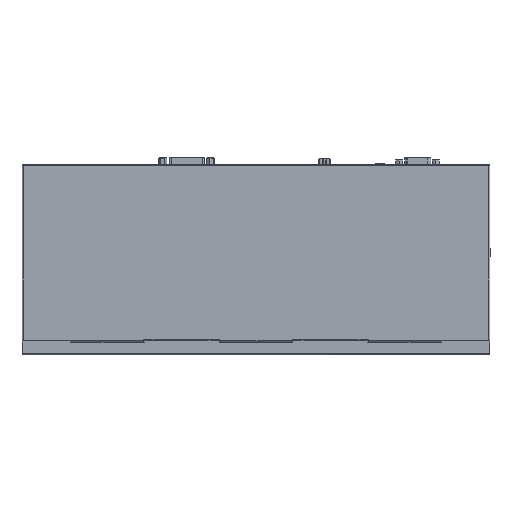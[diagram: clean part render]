
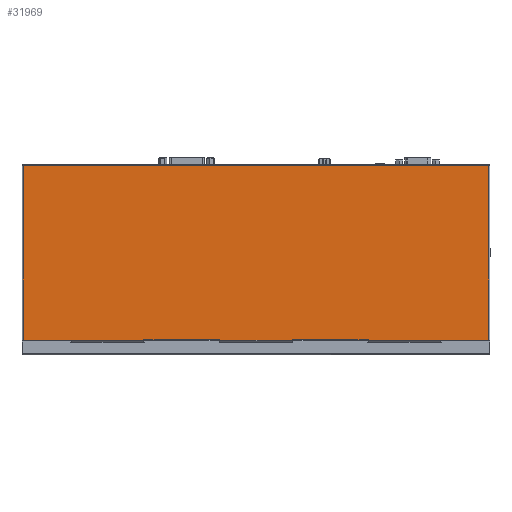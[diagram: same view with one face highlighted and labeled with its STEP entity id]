
A CAD part, top view. The second image highlights one B-rep face of the part: STEP entity #31969.
In plain terms, the highlighted face is planar.
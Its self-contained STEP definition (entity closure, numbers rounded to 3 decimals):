
#27 = VERTEX_POINT ( 'NONE', #3037 ) ;
#32 = VERTEX_POINT ( 'NONE', #3042 ) ;
#38 = VERTEX_POINT ( 'NONE', #3048 ) ;
#42 = VERTEX_POINT ( 'NONE', #3052 ) ;
#52 = VERTEX_POINT ( 'NONE', #3062 ) ;
#57 = VERTEX_POINT ( 'NONE', #3067 ) ;
#63 = VERTEX_POINT ( 'NONE', #3073 ) ;
#65 = VERTEX_POINT ( 'NONE', #3075 ) ;
#2590 = ORIENTED_EDGE ( 'NONE', *, *, #76417, .T. ) ;
#2591 = ORIENTED_EDGE ( 'NONE', *, *, #76681, .F. ) ;
#2592 = ORIENTED_EDGE ( 'NONE', *, *, #76383, .T. ) ;
#2593 = ORIENTED_EDGE ( 'NONE', *, *, #76680, .F. ) ;
#2594 = ORIENTED_EDGE ( 'NONE', *, *, #76678, .F. ) ;
#2595 = ORIENTED_EDGE ( 'NONE', *, *, #76677, .F. ) ;
#2596 = ORIENTED_EDGE ( 'NONE', *, *, #76675, .F. ) ;
#2597 = ORIENTED_EDGE ( 'NONE', *, *, #76672, .F. ) ;
#2598 = ORIENTED_EDGE ( 'NONE', *, *, #76332, .T. ) ;
#2599 = ORIENTED_EDGE ( 'NONE', *, *, #76671, .F. ) ;
#2600 = ORIENTED_EDGE ( 'NONE', *, *, #76354, .T. ) ;
#2601 = ORIENTED_EDGE ( 'NONE', *, *, #76670, .F. ) ;
#2602 = ORIENTED_EDGE ( 'NONE', *, *, #76273, .T. ) ;
#2603 = ORIENTED_EDGE ( 'NONE', *, *, #76669, .F. ) ;
#2604 = ORIENTED_EDGE ( 'NONE', *, *, #76296, .T. ) ;
#2605 = ORIENTED_EDGE ( 'NONE', *, *, #76682, .F. ) ;
#2822 = VERTEX_POINT ( 'NONE', #4004 ) ;
#2827 = VERTEX_POINT ( 'NONE', #4008 ) ;
#2950 = VERTEX_POINT ( 'NONE', #4243 ) ;
#2953 = VERTEX_POINT ( 'NONE', #4246 ) ;
#2954 = VERTEX_POINT ( 'NONE', #4247 ) ;
#2958 = VERTEX_POINT ( 'NONE', #4251 ) ;
#3037 = CARTESIAN_POINT ( 'NONE',  ( 59.165, 0.65, -24.85 ) ) ;
#3042 = CARTESIAN_POINT ( 'NONE',  ( 59.665, 0.65, -24.85 ) ) ;
#3048 = CARTESIAN_POINT ( 'NONE',  ( 59.665, 0.65, 126.35 ) ) ;
#3052 = CARTESIAN_POINT ( 'NONE',  ( 59.465, 0.65, 126.35 ) ) ;
#3062 = CARTESIAN_POINT ( 'NONE',  ( 59.165, 0.65, 76.65 ) ) ;
#3067 = CARTESIAN_POINT ( 'NONE',  ( 59.665, 0.65, 76.65 ) ) ;
#3073 = CARTESIAN_POINT ( 'NONE',  ( 59.665, 0.65, -126.35 ) ) ;
#3075 = CARTESIAN_POINT ( 'NONE',  ( 59.465, 0.65, -126.35 ) ) ;
#4004 = CARTESIAN_POINT ( 'NONE',  ( 59.665, 0.65, -76.65 ) ) ;
#4008 = CARTESIAN_POINT ( 'NONE',  ( 59.165, 0.65, -76.65 ) ) ;
#4243 = CARTESIAN_POINT ( 'NONE',  ( -59.765, 0.65, -159.3 ) ) ;
#4246 = CARTESIAN_POINT ( 'NONE',  ( 59.465, 0.65, 159.3 ) ) ;
#4247 = CARTESIAN_POINT ( 'NONE',  ( -59.765, 0.65, 159.3 ) ) ;
#4251 = CARTESIAN_POINT ( 'NONE',  ( 59.465, 0.65, -159.3 ) ) ;
#4703 = PLANE ( 'NONE',  #69071 ) ;
#4706 = CARTESIAN_POINT ( 'NONE',  ( 59.465, 0.65, 160. ) ) ;
#4710 = FACE_OUTER_BOUND ( 'NONE', #68537, .T. ) ;
#4712 = DIRECTION ( 'NONE',  ( 0., -1., 0. ) ) ;
#4713 = DIRECTION ( 'NONE',  ( 0., 0., -1. ) ) ;
#31969 = ADVANCED_FACE ( 'NONE', ( #4710 ), #4703, .F. ) ;
#55404 = CARTESIAN_POINT ( 'NONE',  ( 59.165, 0.65, 24.85 ) ) ;
#55406 = CARTESIAN_POINT ( 'NONE',  ( 59.665, 0.65, 24.85 ) ) ;
#68537 = EDGE_LOOP ( 'NONE', ( #2590, #2591, #2592, #2593, #2594, #2595, #2596, #2597, #2598, #2599, #2600, #2601, #2602, #2603, #2604, #2605 ) ) ;
#69071 = AXIS2_PLACEMENT_3D ( 'NONE', #4706, #4712, #4713 ) ;
#69503 = VECTOR ( 'NONE', #76121, 1000. ) ;
#69514 = VECTOR ( 'NONE', #76194, 1000. ) ;
#69543 = VECTOR ( 'NONE', #76307, 1000. ) ;
#69558 = VECTOR ( 'NONE', #76375, 1000. ) ;
#69577 = VECTOR ( 'NONE', #76725, 1000. ) ;
#69603 = VECTOR ( 'NONE', #76780, 1000. ) ;
#69984 = VECTOR ( 'NONE', #78310, 1000. ) ;
#69986 = VECTOR ( 'NONE', #78317, 1000. ) ;
#69988 = VECTOR ( 'NONE', #78324, 1000. ) ;
#69990 = VECTOR ( 'NONE', #78331, 1000. ) ;
#69997 = VECTOR ( 'NONE', #78357, 1000. ) ;
#69999 = VECTOR ( 'NONE', #78375, 1000. ) ;
#70001 = VECTOR ( 'NONE', #78382, 1000. ) ;
#70005 = VECTOR ( 'NONE', #78395, 1000. ) ;
#70009 = VECTOR ( 'NONE', #78402, 1000. ) ;
#70011 = VECTOR ( 'NONE', #78409, 1000. ) ;
#71686 = VERTEX_POINT ( 'NONE', #55404 ) ;
#71687 = VERTEX_POINT ( 'NONE', #55406 ) ;
#76105 = CARTESIAN_POINT ( 'NONE',  ( 59.165, 0.65, 24.85 ) ) ;
#76112 = LINE ( 'NONE', #76105, #69503 ) ;
#76121 = DIRECTION ( 'NONE',  ( 1., 0., 0. ) ) ;
#76168 = LINE ( 'NONE', #76190, #69514 ) ;
#76190 = CARTESIAN_POINT ( 'NONE',  ( 59.165, 0.65, -24.85 ) ) ;
#76194 = DIRECTION ( 'NONE',  ( -1., 0., 0. ) ) ;
#76273 = EDGE_CURVE ( 'NONE', #71686, #71687, #76112, .T. ) ;
#76292 = CARTESIAN_POINT ( 'NONE',  ( 67.465, 0.65, 126.35 ) ) ;
#76296 = EDGE_CURVE ( 'NONE', #32, #27, #76168, .T. ) ;
#76299 = LINE ( 'NONE', #76292, #69543 ) ;
#76307 = DIRECTION ( 'NONE',  ( 1., 0., 0. ) ) ;
#76332 = EDGE_CURVE ( 'NONE', #42, #38, #76299, .T. ) ;
#76354 = EDGE_CURVE ( 'NONE', #57, #52, #76371, .T. ) ;
#76371 = LINE ( 'NONE', #76373, #69558 ) ;
#76373 = CARTESIAN_POINT ( 'NONE',  ( 59.165, 0.65, 76.65 ) ) ;
#76375 = DIRECTION ( 'NONE',  ( -1., 0., 0. ) ) ;
#76383 = EDGE_CURVE ( 'NONE', #63, #65, #76714, .T. ) ;
#76417 = EDGE_CURVE ( 'NONE', #2827, #2822, #76769, .T. ) ;
#76669 = EDGE_CURVE ( 'NONE', #32, #71687, #78305, .T. ) ;
#76670 = EDGE_CURVE ( 'NONE', #71686, #52, #78312, .T. ) ;
#76671 = EDGE_CURVE ( 'NONE', #57, #38, #78319, .T. ) ;
#76672 = EDGE_CURVE ( 'NONE', #42, #2953, #78326, .T. ) ;
#76675 = EDGE_CURVE ( 'NONE', #2953, #2954, #78352, .T. ) ;
#76677 = EDGE_CURVE ( 'NONE', #2954, #2950, #78370, .T. ) ;
#76678 = EDGE_CURVE ( 'NONE', #2950, #2958, #78377, .T. ) ;
#76680 = EDGE_CURVE ( 'NONE', #2958, #65, #78362, .T. ) ;
#76681 = EDGE_CURVE ( 'NONE', #63, #2822, #78397, .T. ) ;
#76682 = EDGE_CURVE ( 'NONE', #2827, #27, #78404, .T. ) ;
#76714 = LINE ( 'NONE', #76724, #69577 ) ;
#76724 = CARTESIAN_POINT ( 'NONE',  ( 67.465, 0.65, -126.35 ) ) ;
#76725 = DIRECTION ( 'NONE',  ( -1., 0., 0. ) ) ;
#76769 = LINE ( 'NONE', #76770, #69603 ) ;
#76770 = CARTESIAN_POINT ( 'NONE',  ( 59.165, 0.65, -76.65 ) ) ;
#76780 = DIRECTION ( 'NONE',  ( 1., 0., 0. ) ) ;
#78305 = LINE ( 'NONE', #78308, #69984 ) ;
#78308 = CARTESIAN_POINT ( 'NONE',  ( 59.665, 0.65, 160. ) ) ;
#78310 = DIRECTION ( 'NONE',  ( 0., 0., 1. ) ) ;
#78312 = LINE ( 'NONE', #78315, #69986 ) ;
#78315 = CARTESIAN_POINT ( 'NONE',  ( 59.165, 0.65, 160. ) ) ;
#78317 = DIRECTION ( 'NONE',  ( 0., 0., 1. ) ) ;
#78319 = LINE ( 'NONE', #78322, #69988 ) ;
#78322 = CARTESIAN_POINT ( 'NONE',  ( 59.665, 0.65, 160. ) ) ;
#78324 = DIRECTION ( 'NONE',  ( 0., 0., 1. ) ) ;
#78326 = LINE ( 'NONE', #78329, #69990 ) ;
#78329 = CARTESIAN_POINT ( 'NONE',  ( 59.465, 0.65, 160. ) ) ;
#78331 = DIRECTION ( 'NONE',  ( 0., 0., 1. ) ) ;
#78352 = LINE ( 'NONE', #78355, #69997 ) ;
#78355 = CARTESIAN_POINT ( 'NONE',  ( 59.465, 0.65, 159.3 ) ) ;
#78357 = DIRECTION ( 'NONE',  ( -1., 0., 0. ) ) ;
#78360 = CARTESIAN_POINT ( 'NONE',  ( 59.465, 0.65, 160. ) ) ;
#78362 = LINE ( 'NONE', #78360, #70005 ) ;
#78370 = LINE ( 'NONE', #78373, #69999 ) ;
#78373 = CARTESIAN_POINT ( 'NONE',  ( -59.765, 0.65, 160. ) ) ;
#78375 = DIRECTION ( 'NONE',  ( 0., 0., -1. ) ) ;
#78377 = LINE ( 'NONE', #78380, #70001 ) ;
#78380 = CARTESIAN_POINT ( 'NONE',  ( 59.465, 0.65, -159.3 ) ) ;
#78382 = DIRECTION ( 'NONE',  ( 1., 0., 0. ) ) ;
#78395 = DIRECTION ( 'NONE',  ( 0., 0., 1. ) ) ;
#78397 = LINE ( 'NONE', #78400, #70009 ) ;
#78400 = CARTESIAN_POINT ( 'NONE',  ( 59.665, 0.65, 160. ) ) ;
#78402 = DIRECTION ( 'NONE',  ( 0., 0., 1. ) ) ;
#78404 = LINE ( 'NONE', #78407, #70011 ) ;
#78407 = CARTESIAN_POINT ( 'NONE',  ( 59.165, 0.65, 160. ) ) ;
#78409 = DIRECTION ( 'NONE',  ( 0., 0., 1. ) ) ;
